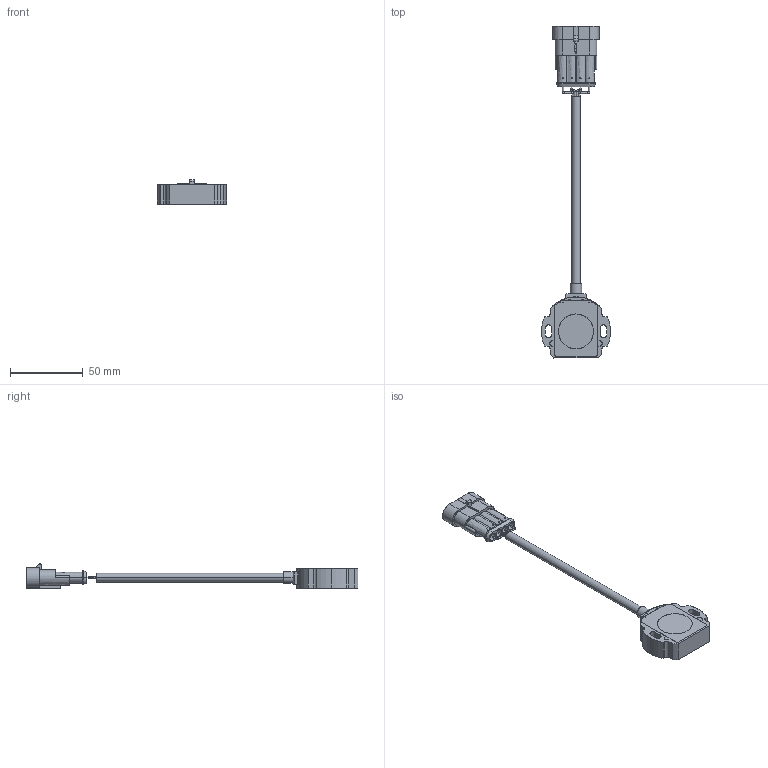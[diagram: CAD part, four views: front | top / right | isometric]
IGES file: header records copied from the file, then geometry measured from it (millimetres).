
Start section: SolidWorks IGES file using analytic representation for surfaces
Global section: file name: RFC_4851-___-___-552.IGS; native system: SolidWorks 2017; preprocessor: SolidWorks 2017; author: thiel; date: 180326.100137; units: millimetre
Bounding box: 47.6 x 228.7 x 17 mm (x, y, z)
Surface area: 15879.2 mm2 (no closed solid volume)
Topology: 0 solids, 0 shells, 216 faces, 2530 edges, 2529 vertices
Faces by surface type: bspline 116, revolution 100
